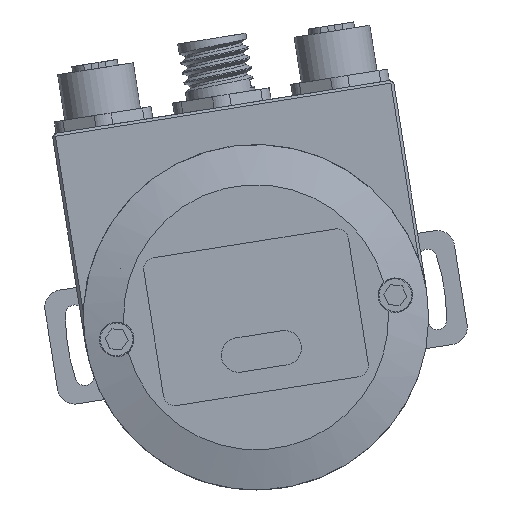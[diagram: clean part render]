
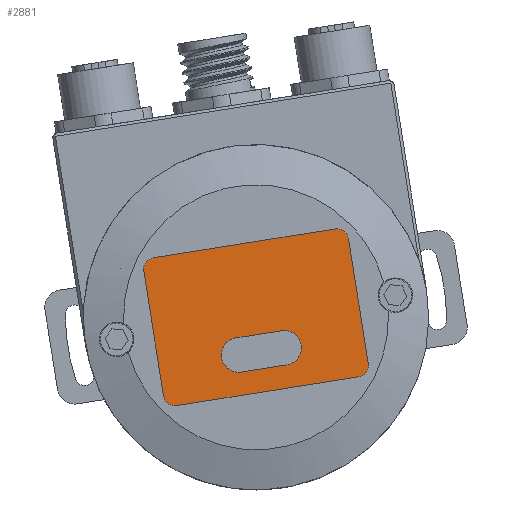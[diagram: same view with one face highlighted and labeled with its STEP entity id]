
A CAD part, front view. The second image highlights one B-rep face of the part: STEP entity #2881.
In plain terms, the highlighted planar face has unit normal (0, -1, 0).
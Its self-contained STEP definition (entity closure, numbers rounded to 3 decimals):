
#37 = ORIENTED_EDGE ( 'NONE', *, *, #1130, .F. ) ;
#193 = CARTESIAN_POINT ( 'NONE',  ( -8.099, -66.63, -21.498 ) ) ;
#331 = CARTESIAN_POINT ( 'NONE',  ( -11.853, -66.63, 2.206 ) ) ;
#495 = LINE ( 'NONE', #17952, #20669 ) ;
#692 = DIRECTION ( 'NONE',  ( 0.988, 0., 0.156 ) ) ;
#1027 = AXIS2_PLACEMENT_3D ( 'NONE', #17049, #20495, #17603 ) ;
#1083 = DIRECTION ( 'NONE',  ( -0.988, 0., -0.156 ) ) ;
#1130 = EDGE_CURVE ( 'NONE', #21335, #28845, #18918, .T. ) ;
#2881 = ADVANCED_FACE ( 'NONE', ( #5545, #37330 ), #17252, .T. ) ;
#3709 = CARTESIAN_POINT ( 'NONE',  ( 25.483, -66.63, -16.179 ) ) ;
#3912 = VECTOR ( 'NONE', #21733, 1000. ) ;
#3966 = VECTOR ( 'NONE', #7600, 1000. ) ;
#4144 = EDGE_CURVE ( 'NONE', #37327, #12873, #19949, .T. ) ;
#4669 = DIRECTION ( 'NONE',  ( 0.988, 0., 0.156 ) ) ;
#4828 = DIRECTION ( 'NONE',  ( 0.988, 0., 0.156 ) ) ;
#5015 = CARTESIAN_POINT ( 'NONE',  ( -11.795, -66.63, -10.947 ) ) ;
#5464 = CARTESIAN_POINT ( 'NONE',  ( 3.441, -66.63, -17.646 ) ) ;
#5506 = CIRCLE ( 'NONE', #13473, 2. ) ;
#5545 = FACE_BOUND ( 'NONE', #22113, .T. ) ;
#6041 = AXIS2_PLACEMENT_3D ( 'NONE', #28098, #16783, #4669 ) ;
#6236 = ORIENTED_EDGE ( 'NONE', *, *, #6427, .T. ) ;
#6427 = EDGE_CURVE ( 'NONE', #23419, #13229, #6919, .T. ) ;
#6652 = CIRCLE ( 'NONE', #21980, 2. ) ;
#6919 = CIRCLE ( 'NONE', #16704, 2. ) ;
#7534 = DIRECTION ( 'NONE',  ( 0.988, 0., 0.156 ) ) ;
#7600 = DIRECTION ( 'NONE',  ( -0.156, 0., 0.988 ) ) ;
#8050 = EDGE_CURVE ( 'NONE', #33441, #23419, #10430, .T. ) ;
#8462 = EDGE_CURVE ( 'NONE', #36347, #21203, #11231, .T. ) ;
#8734 = VERTEX_POINT ( 'NONE', #13276 ) ;
#9083 = CARTESIAN_POINT ( 'NONE',  ( 11.342, -66.63, -16.394 ) ) ;
#9217 = DIRECTION ( 'NONE',  ( 0., -1., 0. ) ) ;
#9240 = EDGE_CURVE ( 'NONE', #10227, #33441, #5506, .T. ) ;
#9457 = VERTEX_POINT ( 'NONE', #13848 ) ;
#9520 = LINE ( 'NONE', #32891, #29431 ) ;
#10227 = VERTEX_POINT ( 'NONE', #25584 ) ;
#10430 = LINE ( 'NONE', #5015, #3912 ) ;
#10990 = CIRCLE ( 'NONE', #32391, 2. ) ;
#11231 = LINE ( 'NONE', #36684, #3966 ) ;
#11336 = CARTESIAN_POINT ( 'NONE',  ( -10.074, -66.63, -21.811 ) ) ;
#12632 = VECTOR ( 'NONE', #35184, 1000. ) ;
#12873 = VERTEX_POINT ( 'NONE', #19043 ) ;
#13229 = VERTEX_POINT ( 'NONE', #36666 ) ;
#13276 = CARTESIAN_POINT ( 'NONE',  ( 23.82, -66.63, -18.468 ) ) ;
#13473 = AXIS2_PLACEMENT_3D ( 'NONE', #28105, #31529, #22535 ) ;
#13848 = CARTESIAN_POINT ( 'NONE',  ( 19.753, -66.63, 7.212 ) ) ;
#13985 = EDGE_CURVE ( 'NONE', #21203, #9457, #6652, .T. ) ;
#16532 = DIRECTION ( 'NONE',  ( 0., -1., 0. ) ) ;
#16704 = AXIS2_PLACEMENT_3D ( 'NONE', #193, #9217, #17466 ) ;
#16783 = DIRECTION ( 'NONE',  ( 0., -1., 0. ) ) ;
#16840 = EDGE_CURVE ( 'NONE', #28845, #37327, #22684, .T. ) ;
#17049 = CARTESIAN_POINT ( 'NONE',  ( 10.873, -66.63, -13.431 ) ) ;
#17252 = PLANE ( 'NONE',  #18470 ) ;
#17466 = DIRECTION ( 'NONE',  ( 0.988, 0., 0.156 ) ) ;
#17603 = DIRECTION ( 'NONE',  ( 0.988, 0., 0.156 ) ) ;
#17952 = CARTESIAN_POINT ( 'NONE',  ( -7.786, -66.63, -23.474 ) ) ;
#18470 = AXIS2_PLACEMENT_3D ( 'NONE', #22621, #37685, #31032 ) ;
#18714 = ORIENTED_EDGE ( 'NONE', *, *, #13985, .T. ) ;
#18918 = CIRCLE ( 'NONE', #6041, 3. ) ;
#18926 = CARTESIAN_POINT ( 'NONE',  ( 2.502, -66.63, -11.72 ) ) ;
#19043 = CARTESIAN_POINT ( 'NONE',  ( 10.403, -66.63, -10.468 ) ) ;
#19815 = EDGE_CURVE ( 'NONE', #9457, #10227, #20668, .T. ) ;
#19949 = CIRCLE ( 'NONE', #1027, 3. ) ;
#20196 = CARTESIAN_POINT ( 'NONE',  ( 3.441, -66.63, -17.646 ) ) ;
#20495 = DIRECTION ( 'NONE',  ( 0., -1., 0. ) ) ;
#20668 = LINE ( 'NONE', #331, #12632 ) ;
#20669 = VECTOR ( 'NONE', #692, 1000. ) ;
#21203 = VERTEX_POINT ( 'NONE', #37487 ) ;
#21335 = VERTEX_POINT ( 'NONE', #18926 ) ;
#21438 = ORIENTED_EDGE ( 'NONE', *, *, #16840, .F. ) ;
#21733 = DIRECTION ( 'NONE',  ( 0.156, 0., -0.988 ) ) ;
#21980 = AXIS2_PLACEMENT_3D ( 'NONE', #34737, #31509, #28836 ) ;
#22113 = EDGE_LOOP ( 'NONE', ( #37, #23243, #35132, #21438 ) ) ;
#22350 = VECTOR ( 'NONE', #4828, 1000. ) ;
#22535 = DIRECTION ( 'NONE',  ( 0.988, 0., 0.156 ) ) ;
#22621 = CARTESIAN_POINT ( 'NONE',  ( 20.066, -66.63, 5.237 ) ) ;
#22684 = LINE ( 'NONE', #20196, #22350 ) ;
#23243 = ORIENTED_EDGE ( 'NONE', *, *, #37887, .F. ) ;
#23419 = VERTEX_POINT ( 'NONE', #11336 ) ;
#24121 = ORIENTED_EDGE ( 'NONE', *, *, #19815, .T. ) ;
#24856 = ORIENTED_EDGE ( 'NONE', *, *, #25830, .T. ) ;
#25140 = EDGE_LOOP ( 'NONE', ( #35215, #18714, #24121, #26623, #32338, #6236, #24856, #32221 ) ) ;
#25584 = CARTESIAN_POINT ( 'NONE',  ( -11.853, -66.63, 2.206 ) ) ;
#25830 = EDGE_CURVE ( 'NONE', #13229, #8734, #495, .T. ) ;
#26623 = ORIENTED_EDGE ( 'NONE', *, *, #9240, .T. ) ;
#27327 = CARTESIAN_POINT ( 'NONE',  ( -13.516, -66.63, -0.082 ) ) ;
#28098 = CARTESIAN_POINT ( 'NONE',  ( 2.971, -66.63, -14.683 ) ) ;
#28105 = CARTESIAN_POINT ( 'NONE',  ( -11.54, -66.63, 0.231 ) ) ;
#28836 = DIRECTION ( 'NONE',  ( 0.988, 0., 0.156 ) ) ;
#28845 = VERTEX_POINT ( 'NONE', #5464 ) ;
#29431 = VECTOR ( 'NONE', #1083, 1000. ) ;
#31032 = DIRECTION ( 'NONE',  ( 0.988, 0., 0.156 ) ) ;
#31064 = CARTESIAN_POINT ( 'NONE',  ( 23.507, -66.63, -16.492 ) ) ;
#31509 = DIRECTION ( 'NONE',  ( 0., -1., 0. ) ) ;
#31529 = DIRECTION ( 'NONE',  ( 0., -1., 0. ) ) ;
#32221 = ORIENTED_EDGE ( 'NONE', *, *, #32587, .T. ) ;
#32338 = ORIENTED_EDGE ( 'NONE', *, *, #8050, .T. ) ;
#32391 = AXIS2_PLACEMENT_3D ( 'NONE', #31064, #16532, #7534 ) ;
#32587 = EDGE_CURVE ( 'NONE', #8734, #36347, #10990, .T. ) ;
#32891 = CARTESIAN_POINT ( 'NONE',  ( 2.502, -66.63, -11.72 ) ) ;
#33441 = VERTEX_POINT ( 'NONE', #27327 ) ;
#34737 = CARTESIAN_POINT ( 'NONE',  ( 20.066, -66.63, 5.237 ) ) ;
#35132 = ORIENTED_EDGE ( 'NONE', *, *, #4144, .F. ) ;
#35184 = DIRECTION ( 'NONE',  ( -0.988, 0., -0.156 ) ) ;
#35215 = ORIENTED_EDGE ( 'NONE', *, *, #8462, .T. ) ;
#36347 = VERTEX_POINT ( 'NONE', #3709 ) ;
#36666 = CARTESIAN_POINT ( 'NONE',  ( -7.786, -66.63, -23.474 ) ) ;
#36684 = CARTESIAN_POINT ( 'NONE',  ( 23.762, -66.63, -5.315 ) ) ;
#37327 = VERTEX_POINT ( 'NONE', #9083 ) ;
#37330 = FACE_OUTER_BOUND ( 'NONE', #25140, .T. ) ;
#37487 = CARTESIAN_POINT ( 'NONE',  ( 22.041, -66.63, 5.55 ) ) ;
#37685 = DIRECTION ( 'NONE',  ( 0., -1., 0. ) ) ;
#37887 = EDGE_CURVE ( 'NONE', #12873, #21335, #9520, .T. ) ;
